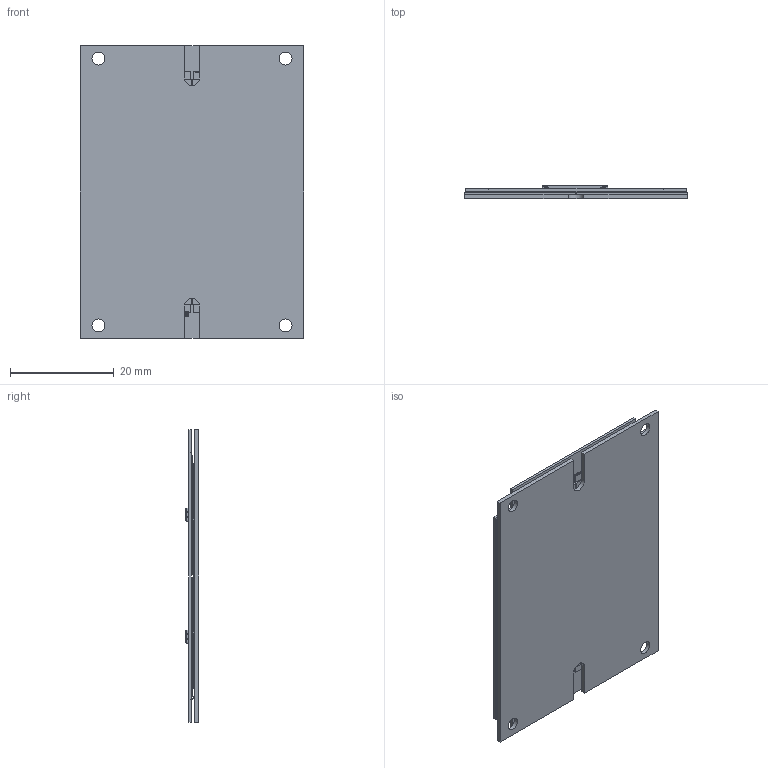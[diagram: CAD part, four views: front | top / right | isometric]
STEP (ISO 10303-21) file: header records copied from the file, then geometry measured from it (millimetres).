
FILE_DESCRIPTION(/* description */ (''),/* implementation_level */ '2;1');
FILE_NAME(/* name */ 'Tamale - V1.stp',/* time_stamp */ '2022-02-09T14:42:09-06:00',/* author */ ('Caleb'),/* organization */ (''),/* preprocessor_version */ 'ST-DEVELOPER v18.1',/* originating_system */ 'Autodesk Inventor 2022',/* authorisation */ '');
FILE_SCHEMA (('AUTOMOTIVE_DESIGN { 1 0 10303 214 3 1 1 }'));
Length unit declared in the file: millimetre
Products named in the file (11): Tamale - V1; etl standard baseplate with cutouts; BBM; ETL Sensor; bump bond; ETROC2; Mock Module PCB; Mock Module PCB_1; K3D-WP7B-S050VA1-V3_JAE_Proprietary v1_14; Board to board, M; Wirebond
Assembly tree (410 placements, depth 4):
  Tamale - V1
    etl standard baseplate with cutouts
    BBM  x4
      ETL Sensor
      bump bond
      ETROC2
    Mock Module PCB
      Mock Module PCB_1
      K3D-WP7B-S050VA1-V3_JAE_Proprietary v1_14  x2
        Board to board, M
    Wirebond  x142
Bounding box: 43.1 x 2.6 x 56.5 mm (x, y, z)
Volume: 4093.5 mm3; surface area: 17688.7 mm2
Topology: 1178 solids, 1178 shells, 6096 faces, 15490 edges, 10164 vertices
Faces by surface type: plane 4452, sphere 1024, cylinder 311, bspline 284, cone 25
Full cylindrical faces by diameter (mm): 0.1 x1, 2.5 x4
Entity records: 51113 total; most frequent: CARTESIAN_POINT 8815, DIRECTION 8398, ORIENTED_EDGE 8212, EDGE_CURVE 4106, LINE 3740, VECTOR 3740, VERTEX_POINT 2658, AXIS2_PLACEMENT_3D 2329
